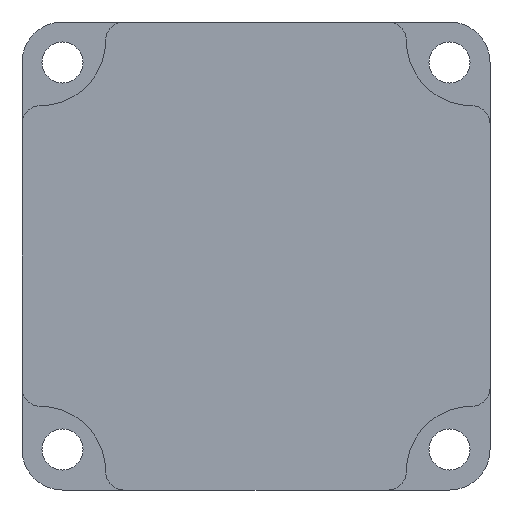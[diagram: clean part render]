
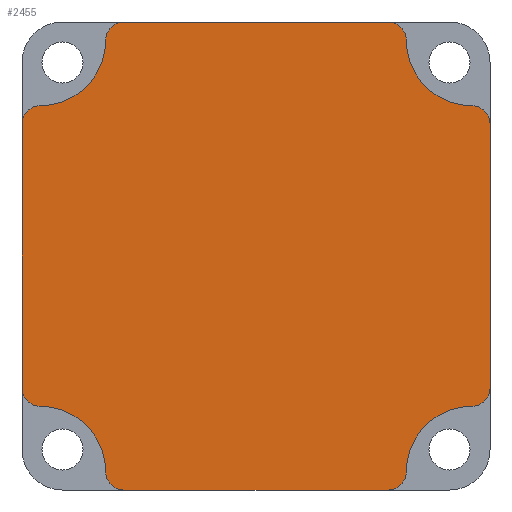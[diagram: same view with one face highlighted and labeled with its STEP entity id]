
A CAD part, front view. The second image highlights one B-rep face of the part: STEP entity #2455.
In plain terms, the highlighted planar face has unit normal (0, -1, 0).
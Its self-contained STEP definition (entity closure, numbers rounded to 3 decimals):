
#1 = VERTEX_POINT ( 'NONE', #604 ) ;
#5 = AXIS2_PLACEMENT_3D ( 'NONE', #2317, #1734, #2517 ) ;
#41 = CIRCLE ( 'NONE', #377, 2.2 ) ;
#65 = EDGE_CURVE ( 'NONE', #2382, #1712, #1340, .T. ) ;
#137 = CARTESIAN_POINT ( 'NONE',  ( 2.2, -142., -54.8 ) ) ;
#143 = CARTESIAN_POINT ( 'NONE',  ( 0., -142., 0. ) ) ;
#156 = DIRECTION ( 'NONE',  ( 1., 0., 0. ) ) ;
#166 = CARTESIAN_POINT ( 'NONE',  ( 54.8, -142., -46.8 ) ) ;
#216 = EDGE_CURVE ( 'NONE', #929, #966, #1742, .T. ) ;
#235 = DIRECTION ( 'NONE',  ( 0., 0., -1. ) ) ;
#291 = CIRCLE ( 'NONE', #5, 2.2 ) ;
#342 = EDGE_CURVE ( 'NONE', #1245, #690, #992, .T. ) ;
#350 = ORIENTED_EDGE ( 'NONE', *, *, #65, .F. ) ;
#355 = DIRECTION ( 'NONE',  ( 0., 1., 0. ) ) ;
#364 = AXIS2_PLACEMENT_3D ( 'NONE', #810, #390, #1979 ) ;
#377 = AXIS2_PLACEMENT_3D ( 'NONE', #1201, #1368, #235 ) ;
#378 = CIRCLE ( 'NONE', #1597, 2.2 ) ;
#390 = DIRECTION ( 'NONE',  ( 0., 1., 0. ) ) ;
#416 = AXIS2_PLACEMENT_3D ( 'NONE', #1218, #2427, #1823 ) ;
#424 = CARTESIAN_POINT ( 'NONE',  ( 0., -142., 0. ) ) ;
#445 = AXIS2_PLACEMENT_3D ( 'NONE', #1794, #1030, #1212 ) ;
#472 = DIRECTION ( 'NONE',  ( 0., -1., 0. ) ) ;
#474 = DIRECTION ( 'NONE',  ( 0., 0., -1. ) ) ;
#495 = CARTESIAN_POINT ( 'NONE',  ( 10.2, -142., -54.8 ) ) ;
#528 = CIRCLE ( 'NONE', #364, 2.2 ) ;
#548 = VERTEX_POINT ( 'NONE', #1026 ) ;
#552 = CARTESIAN_POINT ( 'NONE',  ( 12.4, -142., -54.8 ) ) ;
#575 = DIRECTION ( 'NONE',  ( 0., 1., 0. ) ) ;
#582 = ORIENTED_EDGE ( 'NONE', *, *, #2248, .F. ) ;
#596 = VERTEX_POINT ( 'NONE', #1975 ) ;
#604 = CARTESIAN_POINT ( 'NONE',  ( 46.8, -142., -54.8 ) ) ;
#606 = EDGE_CURVE ( 'NONE', #596, #746, #2179, .T. ) ;
#630 = EDGE_CURVE ( 'NONE', #690, #548, #2466, .T. ) ;
#640 = DIRECTION ( 'NONE',  ( -1., 0., 0. ) ) ;
#653 = VERTEX_POINT ( 'NONE', #1681 ) ;
#679 = VERTEX_POINT ( 'NONE', #2441 ) ;
#690 = VERTEX_POINT ( 'NONE', #495 ) ;
#697 = DIRECTION ( 'NONE',  ( 0., 0., 1. ) ) ;
#703 = ORIENTED_EDGE ( 'NONE', *, *, #2161, .F. ) ;
#716 = CARTESIAN_POINT ( 'NONE',  ( 44.6, -142., -57. ) ) ;
#746 = VERTEX_POINT ( 'NONE', #1667 ) ;
#800 = DIRECTION ( 'NONE',  ( 0., -1., 0. ) ) ;
#810 = CARTESIAN_POINT ( 'NONE',  ( 2.2, -142., -12.4 ) ) ;
#841 = EDGE_CURVE ( 'NONE', #1712, #653, #2355, .T. ) ;
#845 = DIRECTION ( 'NONE',  ( 0., 0., 1. ) ) ;
#860 = VECTOR ( 'NONE', #2280, 1000. ) ;
#897 = VECTOR ( 'NONE', #640, 1000. ) ;
#916 = CARTESIAN_POINT ( 'NONE',  ( 44.6, -142., -2.2 ) ) ;
#929 = VERTEX_POINT ( 'NONE', #2436 ) ;
#966 = VERTEX_POINT ( 'NONE', #166 ) ;
#992 = CIRCLE ( 'NONE', #2310, 2.2 ) ;
#1026 = CARTESIAN_POINT ( 'NONE',  ( 2.2, -142., -46.8 ) ) ;
#1028 = CARTESIAN_POINT ( 'NONE',  ( 12.4, -142., -57. ) ) ;
#1030 = DIRECTION ( 'NONE',  ( 0., -1., 0. ) ) ;
#1052 = AXIS2_PLACEMENT_3D ( 'NONE', #2085, #2482, #1104 ) ;
#1088 = DIRECTION ( 'NONE',  ( 0., 1., 0. ) ) ;
#1093 = DIRECTION ( 'NONE',  ( 0., 1., 0. ) ) ;
#1104 = DIRECTION ( 'NONE',  ( 0., 0., 1. ) ) ;
#1112 = EDGE_CURVE ( 'NONE', #746, #2440, #528, .T. ) ;
#1117 = DIRECTION ( 'NONE',  ( 0., 0., -1. ) ) ;
#1146 = AXIS2_PLACEMENT_3D ( 'NONE', #1571, #800, #1210 ) ;
#1185 = ORIENTED_EDGE ( 'NONE', *, *, #1732, .F. ) ;
#1201 = CARTESIAN_POINT ( 'NONE',  ( 44.6, -142., -54.8 ) ) ;
#1210 = DIRECTION ( 'NONE',  ( 0., 0., -1. ) ) ;
#1212 = DIRECTION ( 'NONE',  ( 0., 0., -1. ) ) ;
#1218 = CARTESIAN_POINT ( 'NONE',  ( 12.4, -142., -2.2 ) ) ;
#1223 = EDGE_CURVE ( 'NONE', #966, #1, #1666, .T. ) ;
#1225 = LINE ( 'NONE', #2014, #1769 ) ;
#1228 = CIRCLE ( 'NONE', #416, 2.2 ) ;
#1232 = AXIS2_PLACEMENT_3D ( 'NONE', #1539, #575, #1117 ) ;
#1245 = VERTEX_POINT ( 'NONE', #1028 ) ;
#1282 = ORIENTED_EDGE ( 'NONE', *, *, #2234, .F. ) ;
#1311 = DIRECTION ( 'NONE',  ( 0., 0., 1. ) ) ;
#1318 = CARTESIAN_POINT ( 'NONE',  ( 54.8, -142., -10.2 ) ) ;
#1340 = CIRCLE ( 'NONE', #445, 8. ) ;
#1351 = EDGE_CURVE ( 'NONE', #2440, #1788, #2174, .T. ) ;
#1359 = AXIS2_PLACEMENT_3D ( 'NONE', #137, #2416, #697 ) ;
#1368 = DIRECTION ( 'NONE',  ( 0., 1., 0. ) ) ;
#1372 = ORIENTED_EDGE ( 'NONE', *, *, #342, .F. ) ;
#1377 = FACE_OUTER_BOUND ( 'NONE', #2088, .T. ) ;
#1440 = LINE ( 'NONE', #2399, #897 ) ;
#1539 = CARTESIAN_POINT ( 'NONE',  ( 54.8, -142., -12.4 ) ) ;
#1544 = ORIENTED_EDGE ( 'NONE', *, *, #1112, .F. ) ;
#1560 = VECTOR ( 'NONE', #156, 1000. ) ;
#1571 = CARTESIAN_POINT ( 'NONE',  ( 0., -142., 0. ) ) ;
#1592 = PLANE ( 'NONE',  #1146 ) ;
#1597 = AXIS2_PLACEMENT_3D ( 'NONE', #916, #1088, #1664 ) ;
#1615 = EDGE_CURVE ( 'NONE', #1788, #1984, #1228, .T. ) ;
#1664 = DIRECTION ( 'NONE',  ( 0., 0., 1. ) ) ;
#1666 = CIRCLE ( 'NONE', #2003, 8. ) ;
#1667 = CARTESIAN_POINT ( 'NONE',  ( 0., -142., -12.4 ) ) ;
#1681 = CARTESIAN_POINT ( 'NONE',  ( 57., -142., -12.4 ) ) ;
#1684 = DIRECTION ( 'NONE',  ( 0., 0., 1. ) ) ;
#1701 = CARTESIAN_POINT ( 'NONE',  ( 12.4, -142., 0. ) ) ;
#1703 = ORIENTED_EDGE ( 'NONE', *, *, #630, .F. ) ;
#1712 = VERTEX_POINT ( 'NONE', #1318 ) ;
#1728 = EDGE_CURVE ( 'NONE', #679, #2382, #378, .T. ) ;
#1732 = EDGE_CURVE ( 'NONE', #1984, #679, #2318, .T. ) ;
#1734 = DIRECTION ( 'NONE',  ( 0., 1., 0. ) ) ;
#1742 = CIRCLE ( 'NONE', #2398, 2.2 ) ;
#1769 = VECTOR ( 'NONE', #474, 1000. ) ;
#1788 = VERTEX_POINT ( 'NONE', #2487 ) ;
#1794 = CARTESIAN_POINT ( 'NONE',  ( 54.8, -142., -2.2 ) ) ;
#1823 = DIRECTION ( 'NONE',  ( 0., 0., -1. ) ) ;
#1899 = ORIENTED_EDGE ( 'NONE', *, *, #606, .F. ) ;
#1908 = CARTESIAN_POINT ( 'NONE',  ( 2.2, -142., -10.2 ) ) ;
#1953 = VERTEX_POINT ( 'NONE', #716 ) ;
#1967 = ORIENTED_EDGE ( 'NONE', *, *, #2481, .F. ) ;
#1975 = CARTESIAN_POINT ( 'NONE',  ( 0., -142., -44.6 ) ) ;
#1979 = DIRECTION ( 'NONE',  ( 0., 0., 1. ) ) ;
#1984 = VERTEX_POINT ( 'NONE', #1701 ) ;
#2003 = AXIS2_PLACEMENT_3D ( 'NONE', #2023, #472, #845 ) ;
#2014 = CARTESIAN_POINT ( 'NONE',  ( 57., -142., 0. ) ) ;
#2023 = CARTESIAN_POINT ( 'NONE',  ( 54.8, -142., -54.8 ) ) ;
#2085 = CARTESIAN_POINT ( 'NONE',  ( 2.2, -142., -2.2 ) ) ;
#2088 = EDGE_LOOP ( 'NONE', ( #1372, #1282, #1967, #2286, #2134, #582, #2342, #350, #2526, #1185, #2475, #2506, #1544, #1899, #703, #1703 ) ) ;
#2134 = ORIENTED_EDGE ( 'NONE', *, *, #216, .F. ) ;
#2161 = EDGE_CURVE ( 'NONE', #548, #596, #291, .T. ) ;
#2174 = CIRCLE ( 'NONE', #1052, 8. ) ;
#2179 = LINE ( 'NONE', #424, #860 ) ;
#2234 = EDGE_CURVE ( 'NONE', #1953, #1245, #1440, .T. ) ;
#2248 = EDGE_CURVE ( 'NONE', #653, #929, #1225, .T. ) ;
#2280 = DIRECTION ( 'NONE',  ( 0., 0., 1. ) ) ;
#2282 = CARTESIAN_POINT ( 'NONE',  ( 54.8, -142., -44.6 ) ) ;
#2286 = ORIENTED_EDGE ( 'NONE', *, *, #1223, .F. ) ;
#2310 = AXIS2_PLACEMENT_3D ( 'NONE', #552, #355, #1311 ) ;
#2317 = CARTESIAN_POINT ( 'NONE',  ( 2.2, -142., -44.6 ) ) ;
#2318 = LINE ( 'NONE', #143, #1560 ) ;
#2342 = ORIENTED_EDGE ( 'NONE', *, *, #841, .F. ) ;
#2355 = CIRCLE ( 'NONE', #1232, 2.2 ) ;
#2382 = VERTEX_POINT ( 'NONE', #2459 ) ;
#2398 = AXIS2_PLACEMENT_3D ( 'NONE', #2282, #1093, #1684 ) ;
#2399 = CARTESIAN_POINT ( 'NONE',  ( 0., -142., -57. ) ) ;
#2416 = DIRECTION ( 'NONE',  ( 0., -1., 0. ) ) ;
#2427 = DIRECTION ( 'NONE',  ( 0., 1., 0. ) ) ;
#2436 = CARTESIAN_POINT ( 'NONE',  ( 57., -142., -44.6 ) ) ;
#2440 = VERTEX_POINT ( 'NONE', #1908 ) ;
#2441 = CARTESIAN_POINT ( 'NONE',  ( 44.6, -142., 0. ) ) ;
#2455 = ADVANCED_FACE ( 'NONE', ( #1377 ), #1592, .T. ) ;
#2459 = CARTESIAN_POINT ( 'NONE',  ( 46.8, -142., -2.2 ) ) ;
#2466 = CIRCLE ( 'NONE', #1359, 8. ) ;
#2475 = ORIENTED_EDGE ( 'NONE', *, *, #1615, .F. ) ;
#2481 = EDGE_CURVE ( 'NONE', #1, #1953, #41, .T. ) ;
#2482 = DIRECTION ( 'NONE',  ( 0., -1., 0. ) ) ;
#2487 = CARTESIAN_POINT ( 'NONE',  ( 10.2, -142., -2.2 ) ) ;
#2506 = ORIENTED_EDGE ( 'NONE', *, *, #1351, .F. ) ;
#2517 = DIRECTION ( 'NONE',  ( 0., 0., -1. ) ) ;
#2526 = ORIENTED_EDGE ( 'NONE', *, *, #1728, .F. ) ;
